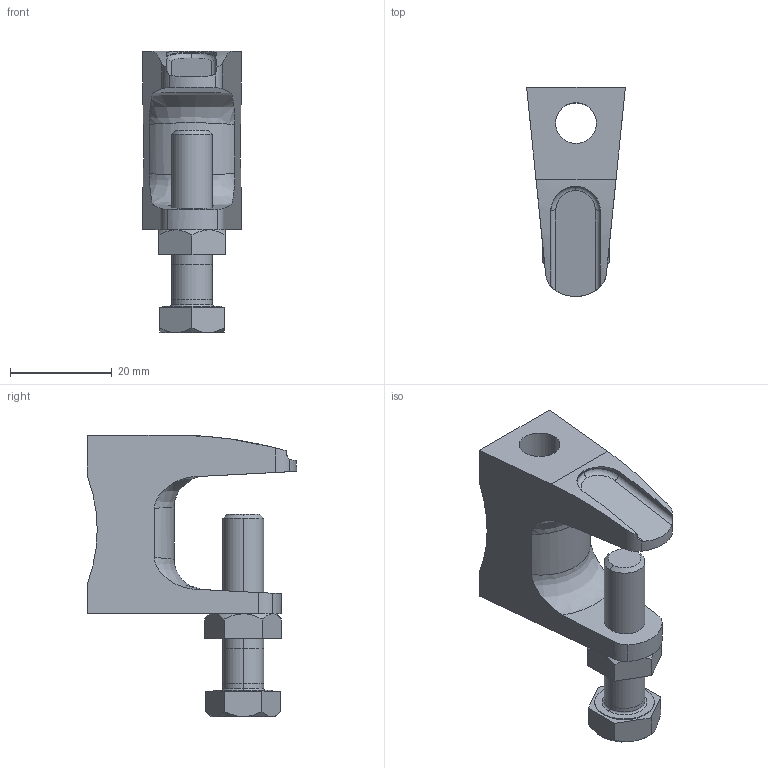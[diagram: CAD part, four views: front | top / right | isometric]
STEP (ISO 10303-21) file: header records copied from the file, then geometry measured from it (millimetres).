
FILE_DESCRIPTION((''),'2;1');
FILE_NAME('1488074_ASM','2014-01-29T',('AndreasKeweloh'),(''),'PRO/ENGINEER BY PARAMETRIC TECHNOLOGY CORPORATION, 2012360','PRO/ENGINEER BY PARAMETRIC TECHNOLOGY CORPORATION, 2012360','');
FILE_SCHEMA(('CONFIG_CONTROL_DESIGN'));
Length unit declared in the file: millimetre
Products named in the file (5): 1488074_KLEM; DEI4017_14880741; DEI4032_1488074; 1488074_1_ASM; 1488074_ASM
Assembly tree (4 placements, depth 3):
  1488074_ASM
    1488074_1_ASM
      1488074_KLEM
      DEI4017_14880741
      DEI4032_1488074
Bounding box: 19.38 x 41 x 55.15 mm (x, y, z)
Volume: 11596 mm3; surface area: 8094 mm2
Topology: 3 solids, 5 shells, 88 faces, 223 edges, 144 vertices
Faces by surface type: plane 34, cylinder 30, cone 16, torus 6, bspline 2
Entity records: 3519 total; most frequent: CARTESIAN_POINT 1279, DIRECTION 447, ORIENTED_EDGE 438, EDGE_CURVE 223, AXIS2_PLACEMENT_3D 179, VERTEX_POINT 144, EDGE_LOOP 99, VECTOR 89
